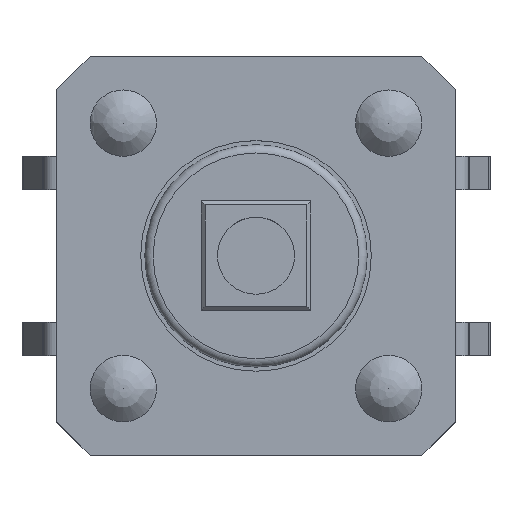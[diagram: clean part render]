
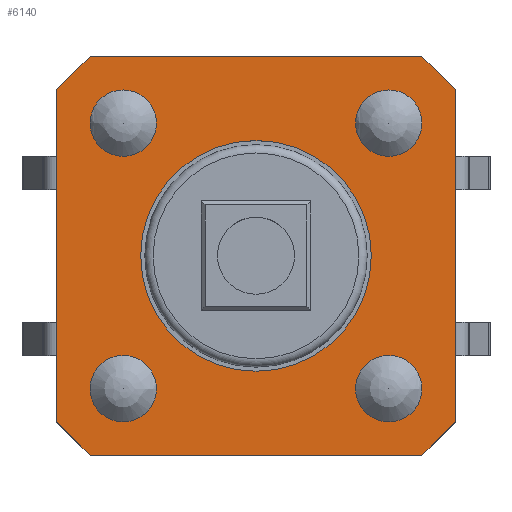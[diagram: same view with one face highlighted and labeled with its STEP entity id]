
A CAD part, top view. The second image highlights one B-rep face of the part: STEP entity #6140.
In plain terms, the highlighted planar face has unit normal (0, 0, 1).
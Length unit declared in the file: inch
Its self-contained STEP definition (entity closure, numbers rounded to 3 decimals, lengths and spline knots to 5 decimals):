
#1551=CARTESIAN_POINT('',(-0.13681,0.,0.00069));
#1552=VERTEX_POINT('',#1551);
#1553=CARTESIAN_POINT('',(0.,0.,0.00069));
#1554=DIRECTION('',(0.0,0.0,-1.0));
#1555=DIRECTION('',(1.0,0.0,0.0));
#1556=AXIS2_PLACEMENT_3D('',#1553,#1554,#1555);
#1557=CIRCLE('',#1556,0.13681);
#1558=EDGE_CURVE('',#1552,#1552,#1557,.T.);
#1831=CARTESIAN_POINT('',(-0.11811,-0.15748,0.00069));
#1832=VERTEX_POINT('',#1831);
#1833=CARTESIAN_POINT('',(-0.15748,-0.15748,0.00069));
#1834=DIRECTION('',(0.0,0.0,-1.0));
#1835=DIRECTION('',(1.0,0.0,0.0));
#1836=AXIS2_PLACEMENT_3D('',#1833,#1834,#1835);
#1837=CIRCLE('',#1836,0.03937);
#1838=EDGE_CURVE('',#1832,#1832,#1837,.T.);
#1878=CARTESIAN_POINT('',(0.11811,-0.15748,0.00069));
#1879=VERTEX_POINT('',#1878);
#1880=CARTESIAN_POINT('',(0.15748,-0.15748,0.00069));
#1881=DIRECTION('',(0.0,0.0,-1.0));
#1882=DIRECTION('',(-1.0,0.0,0.0));
#1883=AXIS2_PLACEMENT_3D('',#1880,#1881,#1882);
#1884=CIRCLE('',#1883,0.03937);
#1885=EDGE_CURVE('',#1879,#1879,#1884,.T.);
#1925=CARTESIAN_POINT('',(0.19685,0.15748,0.00069));
#1926=VERTEX_POINT('',#1925);
#1927=CARTESIAN_POINT('',(0.15748,0.15748,0.00069));
#1928=DIRECTION('',(0.0,0.0,1.0));
#1929=DIRECTION('',(1.0,0.0,0.0));
#1930=AXIS2_PLACEMENT_3D('',#1927,#1928,#1929);
#1931=CIRCLE('',#1930,0.03937);
#1932=EDGE_CURVE('',#1926,#1926,#1931,.T.);
#3078=CARTESIAN_POINT('',(-0.11811,0.15748,0.00069));
#3079=VERTEX_POINT('',#3078);
#3080=CARTESIAN_POINT('',(-0.15748,0.15748,0.00069));
#3081=DIRECTION('',(0.0,0.0,1.0));
#3082=DIRECTION('',(1.0,0.0,0.0));
#3083=AXIS2_PLACEMENT_3D('',#3080,#3081,#3082);
#3084=CIRCLE('',#3083,0.03937);
#3085=EDGE_CURVE('',#3079,#3079,#3084,.T.);
#6054=CARTESIAN_POINT('',(-0.25984,-0.25984,0.00069));
#6055=DIRECTION('',(0.0,0.0,1.0));
#6056=DIRECTION('',(1.0,0.0,0.0));
#6057=AXIS2_PLACEMENT_3D('',#6054,#6055,#6056);
#6058=PLANE('',#6057);
#6059=CARTESIAN_POINT('',(-0.19685,0.23622,0.00069));
#6060=VERTEX_POINT('',#6059);
#6061=CARTESIAN_POINT('',(0.19685,0.23622,0.00069));
#6062=VERTEX_POINT('',#6061);
#6063=CARTESIAN_POINT('',(-0.19685,0.23622,0.00069));
#6064=DIRECTION('',(1.0,0.0,0.0));
#6065=VECTOR('',#6064,0.3937);
#6066=LINE('',#6063,#6065);
#6067=EDGE_CURVE('',#6060,#6062,#6066,.T.);
#6068=ORIENTED_EDGE('',*,*,#6067,.F.);
#6069=CARTESIAN_POINT('',(-0.23622,0.19685,0.00069));
#6070=VERTEX_POINT('',#6069);
#6071=CARTESIAN_POINT('',(-0.23622,0.19685,0.00069));
#6072=DIRECTION('',(0.707,0.707,0.0));
#6073=VECTOR('',#6072,0.05568);
#6074=LINE('',#6071,#6073);
#6075=EDGE_CURVE('',#6070,#6060,#6074,.T.);
#6076=ORIENTED_EDGE('',*,*,#6075,.F.);
#6077=CARTESIAN_POINT('',(-0.23622,-0.19685,0.00069));
#6078=VERTEX_POINT('',#6077);
#6079=CARTESIAN_POINT('',(-0.23622,-0.19685,0.00069));
#6080=DIRECTION('',(0.0,1.0,0.0));
#6081=VECTOR('',#6080,0.3937);
#6082=LINE('',#6079,#6081);
#6083=EDGE_CURVE('',#6078,#6070,#6082,.T.);
#6084=ORIENTED_EDGE('',*,*,#6083,.F.);
#6085=CARTESIAN_POINT('',(-0.19685,-0.23622,0.00069));
#6086=VERTEX_POINT('',#6085);
#6087=CARTESIAN_POINT('',(-0.19685,-0.23622,0.00069));
#6088=DIRECTION('',(-0.707,0.707,0.0));
#6089=VECTOR('',#6088,0.05568);
#6090=LINE('',#6087,#6089);
#6091=EDGE_CURVE('',#6086,#6078,#6090,.T.);
#6092=ORIENTED_EDGE('',*,*,#6091,.F.);
#6093=CARTESIAN_POINT('',(0.19685,-0.23622,0.00069));
#6094=VERTEX_POINT('',#6093);
#6095=CARTESIAN_POINT('',(0.19685,-0.23622,0.00069));
#6096=DIRECTION('',(-1.0,0.0,0.0));
#6097=VECTOR('',#6096,0.3937);
#6098=LINE('',#6095,#6097);
#6099=EDGE_CURVE('',#6094,#6086,#6098,.T.);
#6100=ORIENTED_EDGE('',*,*,#6099,.F.);
#6101=CARTESIAN_POINT('',(0.23622,-0.19685,0.00069));
#6102=VERTEX_POINT('',#6101);
#6103=CARTESIAN_POINT('',(0.23622,-0.19685,0.00069));
#6104=DIRECTION('',(-0.707,-0.707,0.0));
#6105=VECTOR('',#6104,0.05568);
#6106=LINE('',#6103,#6105);
#6107=EDGE_CURVE('',#6102,#6094,#6106,.T.);
#6108=ORIENTED_EDGE('',*,*,#6107,.F.);
#6109=CARTESIAN_POINT('',(0.23622,0.19685,0.00069));
#6110=VERTEX_POINT('',#6109);
#6111=CARTESIAN_POINT('',(0.23622,0.19685,0.00069));
#6112=DIRECTION('',(0.0,-1.0,0.0));
#6113=VECTOR('',#6112,0.3937);
#6114=LINE('',#6111,#6113);
#6115=EDGE_CURVE('',#6110,#6102,#6114,.T.);
#6116=ORIENTED_EDGE('',*,*,#6115,.F.);
#6117=CARTESIAN_POINT('',(0.19685,0.23622,0.00069));
#6118=DIRECTION('',(0.707,-0.707,0.0));
#6119=VECTOR('',#6118,0.05568);
#6120=LINE('',#6117,#6119);
#6121=EDGE_CURVE('',#6062,#6110,#6120,.T.);
#6122=ORIENTED_EDGE('',*,*,#6121,.F.);
#6123=EDGE_LOOP('',(#6068,#6076,#6084,#6092,#6100,#6108,#6116,#6122));
#6124=FACE_OUTER_BOUND('',#6123,.T.);
#6125=ORIENTED_EDGE('',*,*,#1838,.T.);
#6126=EDGE_LOOP('',(#6125));
#6127=FACE_BOUND('',#6126,.T.);
#6128=ORIENTED_EDGE('',*,*,#1885,.T.);
#6129=EDGE_LOOP('',(#6128));
#6130=FACE_BOUND('',#6129,.T.);
#6131=ORIENTED_EDGE('',*,*,#1932,.F.);
#6132=EDGE_LOOP('',(#6131));
#6133=FACE_BOUND('',#6132,.T.);
#6134=ORIENTED_EDGE('',*,*,#3085,.F.);
#6135=EDGE_LOOP('',(#6134));
#6136=FACE_BOUND('',#6135,.T.);
#6137=ORIENTED_EDGE('',*,*,#1558,.T.);
#6138=EDGE_LOOP('',(#6137));
#6139=FACE_BOUND('',#6138,.T.);
#6140=ADVANCED_FACE('',(#6124,#6127,#6130,#6133,#6136,#6139),#6058,.T.);
